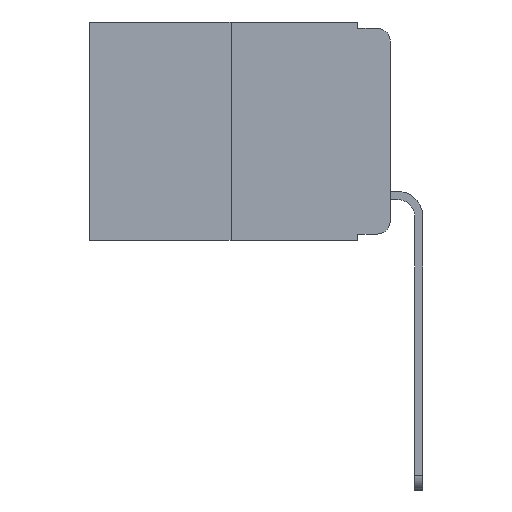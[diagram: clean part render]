
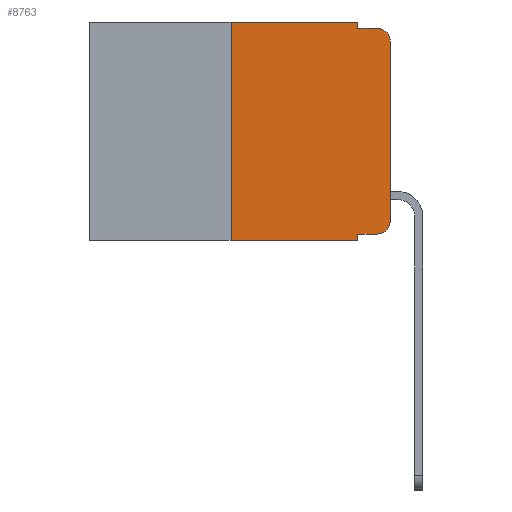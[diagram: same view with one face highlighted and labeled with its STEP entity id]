
A CAD part, left-side view. The second image highlights one B-rep face of the part: STEP entity #8763.
In plain terms, the highlighted planar face has unit normal (-1, 0, 0).
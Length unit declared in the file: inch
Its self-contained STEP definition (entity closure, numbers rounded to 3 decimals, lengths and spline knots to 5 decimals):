
#11 = ORIENTED_EDGE ( 'NONE', *, *, #5762, .F. ) ;
#94 = CARTESIAN_POINT ( 'NONE',  ( 0., 0.051, 0. ) ) ;
#357 = CARTESIAN_POINT ( 'NONE',  ( 0., 0.02, -0.333 ) ) ;
#475 = VECTOR ( 'NONE', #1518, 39.37008 ) ;
#662 = EDGE_CURVE ( 'NONE', #8756, #20178, #22012, .T. ) ;
#871 = VERTEX_POINT ( 'NONE', #16219 ) ;
#1398 = CIRCLE ( 'NONE', #22025, 0.02 ) ;
#1451 = EDGE_CURVE ( 'NONE', #8756, #871, #14502, .T. ) ;
#1518 = DIRECTION ( 'NONE',  ( 0., -1., 0. ) ) ;
#1617 = EDGE_CURVE ( 'NONE', #2204, #3880, #20773, .T. ) ;
#1787 = LINE ( 'NONE', #6830, #7269 ) ;
#1938 = DIRECTION ( 'NONE',  ( 0., -1., 0. ) ) ;
#2071 = LINE ( 'NONE', #10749, #12335 ) ;
#2204 = VERTEX_POINT ( 'NONE', #21803 ) ;
#2259 = DIRECTION ( 'NONE',  ( 0., 0., 1. ) ) ;
#2574 = CARTESIAN_POINT ( 'NONE',  ( 0., 0.02, -0.01 ) ) ;
#2657 = ORIENTED_EDGE ( 'NONE', *, *, #19704, .T. ) ;
#2883 = CARTESIAN_POINT ( 'NONE',  ( 0., 0.473, -0.343 ) ) ;
#3006 = ORIENTED_EDGE ( 'NONE', *, *, #662, .F. ) ;
#3160 = DIRECTION ( 'NONE',  ( -1., 0., 0. ) ) ;
#3465 = VECTOR ( 'NONE', #1938, 39.37008 ) ;
#3522 = CARTESIAN_POINT ( 'NONE',  ( 0., 0.051, -0.333 ) ) ;
#3793 = DIRECTION ( 'NONE',  ( 0., -1., 0. ) ) ;
#3880 = VERTEX_POINT ( 'NONE', #2574 ) ;
#4119 = LINE ( 'NONE', #6081, #3465 ) ;
#4419 = AXIS2_PLACEMENT_3D ( 'NONE', #15355, #3160, #17374 ) ;
#4932 = CARTESIAN_POINT ( 'NONE',  ( 0., 0.25, 0. ) ) ;
#5405 = EDGE_CURVE ( 'NONE', #24669, #20547, #5999, .T. ) ;
#5529 = AXIS2_PLACEMENT_3D ( 'NONE', #17956, #19990, #7858 ) ;
#5530 = FACE_OUTER_BOUND ( 'NONE', #21625, .T. ) ;
#5762 = EDGE_CURVE ( 'NONE', #24669, #871, #1787, .T. ) ;
#5813 = PLANE ( 'NONE',  #5529 ) ;
#5862 = ORIENTED_EDGE ( 'NONE', *, *, #24372, .F. ) ;
#5999 = LINE ( 'NONE', #7635, #475 ) ;
#6081 = CARTESIAN_POINT ( 'NONE',  ( 0., 0.473, 0. ) ) ;
#6345 = CIRCLE ( 'NONE', #4419, 0.02 ) ;
#6584 = VECTOR ( 'NONE', #24284, 39.37008 ) ;
#6794 = DIRECTION ( 'NONE',  ( -1., 0., 0. ) ) ;
#6830 = CARTESIAN_POINT ( 'NONE',  ( 0., 0.051, 0. ) ) ;
#7159 = ORIENTED_EDGE ( 'NONE', *, *, #22337, .F. ) ;
#7208 = VERTEX_POINT ( 'NONE', #8651 ) ;
#7269 = VECTOR ( 'NONE', #24980, 39.37008 ) ;
#7635 = CARTESIAN_POINT ( 'NONE',  ( 0., 0.051, -0.333 ) ) ;
#7858 = DIRECTION ( 'NONE',  ( 0., 0., -1. ) ) ;
#8651 = CARTESIAN_POINT ( 'NONE',  ( 0., 0., -0.313 ) ) ;
#8724 = ORIENTED_EDGE ( 'NONE', *, *, #22029, .T. ) ;
#8756 = VERTEX_POINT ( 'NONE', #19906 ) ;
#8763 = ADVANCED_FACE ( 'NONE', ( #5530 ), #5813, .F. ) ;
#10032 = CARTESIAN_POINT ( 'NONE',  ( 0., 0., -0.03 ) ) ;
#10672 = VECTOR ( 'NONE', #2259, 39.37008 ) ;
#10749 = CARTESIAN_POINT ( 'NONE',  ( 0., 0.051, 0. ) ) ;
#11465 = DIRECTION ( 'NONE',  ( 0., -1., 0. ) ) ;
#12335 = VECTOR ( 'NONE', #18785, 39.37008 ) ;
#12903 = EDGE_CURVE ( 'NONE', #20547, #7208, #1398, .T. ) ;
#13868 = VECTOR ( 'NONE', #11465, 39.37008 ) ;
#14502 = LINE ( 'NONE', #2883, #13868 ) ;
#15355 = CARTESIAN_POINT ( 'NONE',  ( 0., 0.02, -0.03 ) ) ;
#15425 = ORIENTED_EDGE ( 'NONE', *, *, #1617, .F. ) ;
#15510 = VERTEX_POINT ( 'NONE', #94 ) ;
#15748 = ORIENTED_EDGE ( 'NONE', *, *, #1451, .T. ) ;
#16219 = CARTESIAN_POINT ( 'NONE',  ( 0., 0.051, -0.343 ) ) ;
#16505 = CARTESIAN_POINT ( 'NONE',  ( 0., 0., 0. ) ) ;
#17374 = DIRECTION ( 'NONE',  ( 0., 0., -1. ) ) ;
#17956 = CARTESIAN_POINT ( 'NONE',  ( 0., 0.473, 0. ) ) ;
#17967 = CARTESIAN_POINT ( 'NONE',  ( 0., 0.051, -0.01 ) ) ;
#18785 = DIRECTION ( 'NONE',  ( 0., 0., -1. ) ) ;
#18881 = ORIENTED_EDGE ( 'NONE', *, *, #12903, .T. ) ;
#18930 = CARTESIAN_POINT ( 'NONE',  ( 0., 0.02, -0.313 ) ) ;
#19704 = EDGE_CURVE ( 'NONE', #7208, #24159, #21418, .T. ) ;
#19906 = CARTESIAN_POINT ( 'NONE',  ( 0., 0.25, -0.343 ) ) ;
#19990 = DIRECTION ( 'NONE',  ( 1., 0., 0. ) ) ;
#20178 = VERTEX_POINT ( 'NONE', #4932 ) ;
#20547 = VERTEX_POINT ( 'NONE', #357 ) ;
#20773 = LINE ( 'NONE', #17967, #22028 ) ;
#20936 = DIRECTION ( 'NONE',  ( 0., 0., -1. ) ) ;
#21418 = LINE ( 'NONE', #16505, #10672 ) ;
#21625 = EDGE_LOOP ( 'NONE', ( #2657, #8724, #15425, #5862, #7159, #3006, #15748, #11, #23584, #18881 ) ) ;
#21803 = CARTESIAN_POINT ( 'NONE',  ( 0., 0.051, -0.01 ) ) ;
#22012 = LINE ( 'NONE', #24193, #6584 ) ;
#22025 = AXIS2_PLACEMENT_3D ( 'NONE', #18930, #6794, #20936 ) ;
#22028 = VECTOR ( 'NONE', #3793, 39.37008 ) ;
#22029 = EDGE_CURVE ( 'NONE', #24159, #3880, #6345, .T. ) ;
#22337 = EDGE_CURVE ( 'NONE', #20178, #15510, #4119, .T. ) ;
#23584 = ORIENTED_EDGE ( 'NONE', *, *, #5405, .T. ) ;
#24159 = VERTEX_POINT ( 'NONE', #10032 ) ;
#24193 = CARTESIAN_POINT ( 'NONE',  ( 0., 0.25, 0. ) ) ;
#24284 = DIRECTION ( 'NONE',  ( 0., 0., 1. ) ) ;
#24372 = EDGE_CURVE ( 'NONE', #15510, #2204, #2071, .T. ) ;
#24669 = VERTEX_POINT ( 'NONE', #3522 ) ;
#24980 = DIRECTION ( 'NONE',  ( 0., 0., -1. ) ) ;
